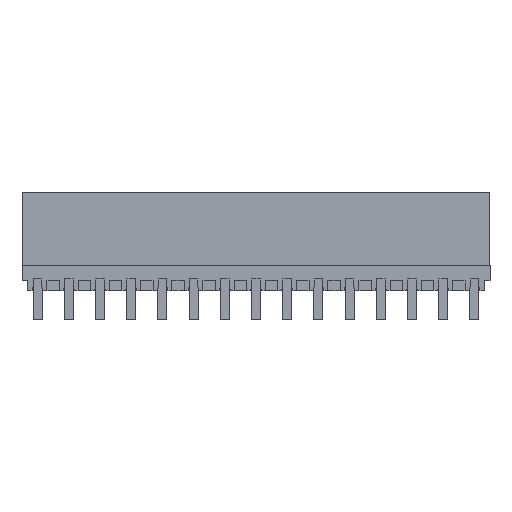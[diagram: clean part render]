
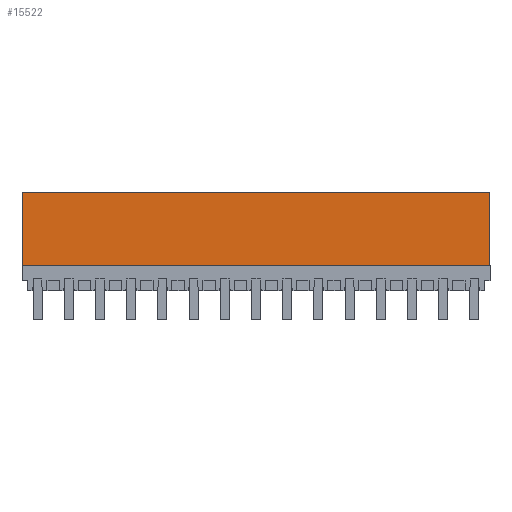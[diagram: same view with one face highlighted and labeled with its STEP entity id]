
A CAD part, front view. The second image highlights one B-rep face of the part: STEP entity #15522.
In plain terms, the highlighted planar face has unit normal (0, -1, 0).
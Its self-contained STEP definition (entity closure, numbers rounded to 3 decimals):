
#15509=AXIS2_PLACEMENT_3D('Plane Axis2P3D',#15506,#15507,#15508) ;
#5262=CARTESIAN_POINT('Line Origine',(52.5,0.,10.15)) ;
#5266=CARTESIAN_POINT('Vertex',(52.5,0.,14.25)) ;
#5268=CARTESIAN_POINT('Vertex',(52.5,0.,6.05)) ;
#9366=CARTESIAN_POINT('Vertex',(0.,0.,6.05)) ;
#9369=CARTESIAN_POINT('Line Origine',(0.,0.,10.15)) ;
#9373=CARTESIAN_POINT('Vertex',(0.,0.,14.25)) ;
#9907=CARTESIAN_POINT('Line Origine',(26.25,0.,6.05)) ;
#15506=CARTESIAN_POINT('Axis2P3D Location',(37.8,0.,14.25)) ;
#15511=CARTESIAN_POINT('Line Origine',(26.25,0.,14.25)) ;
#5263=DIRECTION('Vector Direction',(0.,0.,-1.)) ;
#9370=DIRECTION('Vector Direction',(0.,0.,-1.)) ;
#9908=DIRECTION('Vector Direction',(1.,0.,0.)) ;
#15507=DIRECTION('Axis2P3D Direction',(0.,-1.,0.)) ;
#15508=DIRECTION('Axis2P3D XDirection',(0.,0.,-1.)) ;
#15512=DIRECTION('Vector Direction',(1.,0.,0.)) ;
#5264=VECTOR('Line Direction',#5263,1.) ;
#9371=VECTOR('Line Direction',#9370,1.) ;
#9909=VECTOR('Line Direction',#9908,1.) ;
#15513=VECTOR('Line Direction',#15512,1.) ;
#15517=ORIENTED_EDGE('',*,*,#9375,.T.) ;
#15518=ORIENTED_EDGE('',*,*,#9911,.F.) ;
#15519=ORIENTED_EDGE('',*,*,#5270,.F.) ;
#15520=ORIENTED_EDGE('',*,*,#15515,.F.) ;
#15522=ADVANCED_FACE('HOUSING',(#15521),#15510,.T.) ;
#5270=EDGE_CURVE('',#5267,#5269,#5265,.T.) ;
#9375=EDGE_CURVE('',#9374,#9367,#9372,.T.) ;
#9911=EDGE_CURVE('',#5269,#9367,#9910,.F.) ;
#15515=EDGE_CURVE('',#9374,#5267,#15514,.T.) ;
#15516=EDGE_LOOP('',(#15517,#15518,#15519,#15520)) ;
#15521=FACE_OUTER_BOUND('',#15516,.T.) ;
#5265=LINE('Line',#5262,#5264) ;
#9372=LINE('Line',#9369,#9371) ;
#9910=LINE('Line',#9907,#9909) ;
#15514=LINE('Line',#15511,#15513) ;
#15510=PLANE('',#15509) ;
#5267=VERTEX_POINT('',#5266) ;
#5269=VERTEX_POINT('',#5268) ;
#9367=VERTEX_POINT('',#9366) ;
#9374=VERTEX_POINT('',#9373) ;
